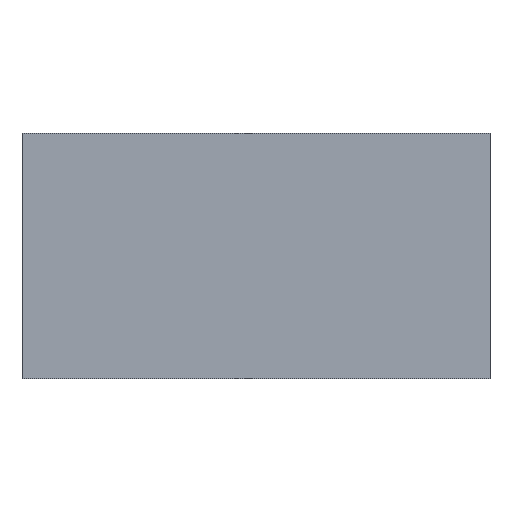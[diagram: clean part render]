
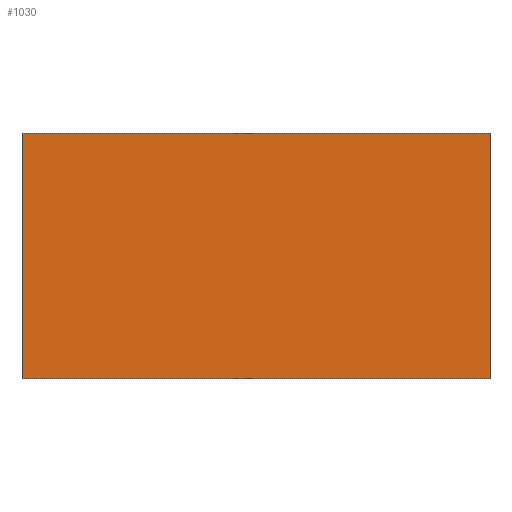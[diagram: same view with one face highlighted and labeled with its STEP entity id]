
A CAD part, top view. The second image highlights one B-rep face of the part: STEP entity #1030.
In plain terms, the highlighted planar face has unit normal (0, 0, 1).
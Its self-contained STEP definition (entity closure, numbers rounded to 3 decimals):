
#46=FACE_OUTER_BOUND($,#102,.T.);
#102=EDGE_LOOP($,(#801,#802,#803,#804));
#198=LINE($,#1518,#342);
#201=LINE($,#1523,#345);
#202=LINE($,#1526,#346);
#204=LINE($,#1529,#348);
#342=VECTOR($,#1237,4.2);
#345=VECTOR($,#1242,2.2);
#346=VECTOR($,#1245,2.2);
#348=VECTOR($,#1249,4.2);
#465=VERTEX_POINT($,#1515);
#466=VERTEX_POINT($,#1517);
#467=VERTEX_POINT($,#1521);
#468=VERTEX_POINT($,#1525);
#582=EDGE_CURVE($,#466,#465,#198,.T.);
#585=EDGE_CURVE($,#465,#467,#201,.T.);
#586=EDGE_CURVE($,#468,#466,#202,.T.);
#588=EDGE_CURVE($,#467,#468,#204,.T.);
#801=ORIENTED_EDGE($,*,*,#588,.T.);
#802=ORIENTED_EDGE($,*,*,#586,.T.);
#803=ORIENTED_EDGE($,*,*,#582,.T.);
#804=ORIENTED_EDGE($,*,*,#585,.T.);
#974=PLANE($,#1095);
#1030=ADVANCED_FACE($,(#46),#974,.T.);
#1095=AXIS2_PLACEMENT_3D($,#1530,#1250,#1251);
#1237=DIRECTION($,(1.,0.,0.));
#1242=DIRECTION($,(0.,1.,0.));
#1245=DIRECTION($,(0.,-1.,0.));
#1249=DIRECTION($,(-1.,0.,0.));
#1250=DIRECTION('center_axis',(0.,0.,1.));
#1251=DIRECTION('ref_axis',(1.,0.,0.));
#1515=CARTESIAN_POINT('',(2.1,-1.1,0.5));
#1517=CARTESIAN_POINT('',(-2.1,-1.1,0.5));
#1518=CARTESIAN_POINT($,(-2.1,-1.1,0.5));
#1521=CARTESIAN_POINT('',(2.1,1.1,0.5));
#1523=CARTESIAN_POINT($,(2.1,-1.1,0.5));
#1525=CARTESIAN_POINT('',(-2.1,1.1,0.5));
#1526=CARTESIAN_POINT($,(-2.1,1.1,0.5));
#1529=CARTESIAN_POINT($,(2.1,1.1,0.5));
#1530=CARTESIAN_POINT('Origin',(0.,0.,0.5));
